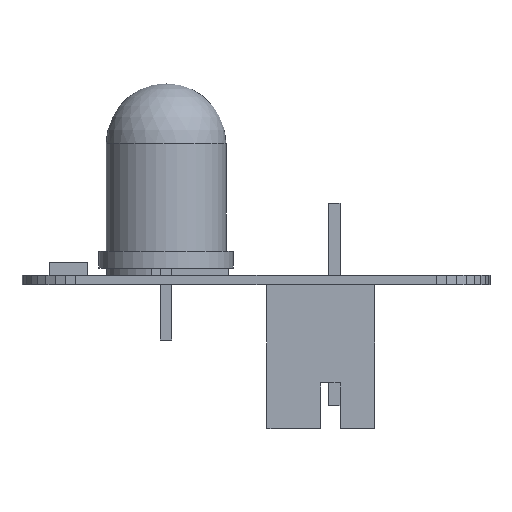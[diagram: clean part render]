
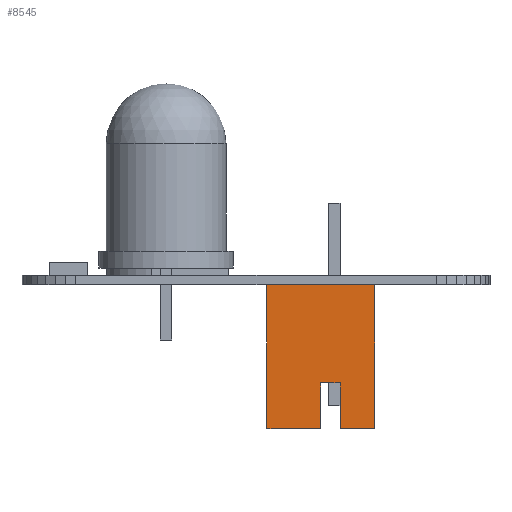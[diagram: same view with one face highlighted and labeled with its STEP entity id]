
A CAD part, left-side view. The second image highlights one B-rep face of the part: STEP entity #8545.
In plain terms, the highlighted face is planar.
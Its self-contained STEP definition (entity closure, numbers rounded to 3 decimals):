
#5691 = PLANE('',#5692);
#5692 = AXIS2_PLACEMENT_3D('',#5693,#5694,#5695);
#5693 = CARTESIAN_POINT('',(6.6,0.,0.4));
#5694 = DIRECTION('',(0.,-1.,0.));
#5695 = DIRECTION('',(0.,0.,-1.));
#5916 = VERTEX_POINT('',#5917);
#5917 = CARTESIAN_POINT('',(14.85,0.,4.5));
#5931 = PLANE('',#5932);
#5932 = AXIS2_PLACEMENT_3D('',#5933,#5934,#5935);
#5933 = CARTESIAN_POINT('',(0.,0.,4.5));
#5934 = DIRECTION('',(0.,0.,1.));
#5935 = DIRECTION('',(1.,0.,0.));
#5972 = VERTEX_POINT('',#5973);
#5973 = CARTESIAN_POINT('',(14.85,0.,
    0.));
#5987 = PLANE('',#5988);
#5988 = AXIS2_PLACEMENT_3D('',#5989,#5990,#5991);
#5989 = CARTESIAN_POINT('',(0.,0.,
    0.));
#5990 = DIRECTION('',(0.,0.,1.));
#5991 = DIRECTION('',(1.,0.,0.));
#5999 = EDGE_CURVE('',#5916,#5972,#6000,.T.);
#6000 = SURFACE_CURVE('',#6001,(#6005,#6012),.PCURVE_S1.);
#6001 = LINE('',#6002,#6003);
#6002 = CARTESIAN_POINT('',(14.85,0.,0.4));
#6003 = VECTOR('',#6004,1.);
#6004 = DIRECTION('',(0.,0.,-1.));
#6005 = PCURVE('',#5691,#6006);
#6006 = DEFINITIONAL_REPRESENTATION('',(#6007),#6011);
#6007 = LINE('',#6008,#6009);
#6008 = CARTESIAN_POINT('',(0.,8.25));
#6009 = VECTOR('',#6010,1.);
#6010 = DIRECTION('',(1.,0.));
#6011 = ( GEOMETRIC_REPRESENTATION_CONTEXT(2) 
PARAMETRIC_REPRESENTATION_CONTEXT() REPRESENTATION_CONTEXT('2D SPACE',''
  ) );
#6012 = PCURVE('',#6013,#6018);
#6013 = PLANE('',#6014);
#6014 = AXIS2_PLACEMENT_3D('',#6015,#6016,#6017);
#6015 = CARTESIAN_POINT('',(14.85,0.,
    0.));
#6016 = DIRECTION('',(-1.,0.,0.));
#6017 = DIRECTION('',(0.,0.,1.));
#6018 = DEFINITIONAL_REPRESENTATION('',(#6019),#6023);
#6019 = LINE('',#6020,#6021);
#6020 = CARTESIAN_POINT('',(0.4,0.));
#6021 = VECTOR('',#6022,1.);
#6022 = DIRECTION('',(-1.,0.));
#6023 = ( GEOMETRIC_REPRESENTATION_CONTEXT(2) 
PARAMETRIC_REPRESENTATION_CONTEXT() REPRESENTATION_CONTEXT('2D SPACE',''
  ) );
#6942 = VERTEX_POINT('',#6943);
#6943 = CARTESIAN_POINT('',(14.85,6.,2.25));
#6950 = PLANE('',#6951);
#6951 = AXIS2_PLACEMENT_3D('',#6952,#6953,#6954);
#6952 = CARTESIAN_POINT('',(13.2,6.,0.4));
#6953 = DIRECTION('',(0.,1.,0.));
#6954 = DIRECTION('',(-1.,0.,0.));
#6962 = PLANE('',#6963);
#6963 = AXIS2_PLACEMENT_3D('',#6964,#6965,#6966);
#6964 = CARTESIAN_POINT('',(4.95,4.1,2.25));
#6965 = DIRECTION('',(0.,0.,-1.));
#6966 = DIRECTION('',(-1.,0.,0.));
#6974 = EDGE_CURVE('',#6975,#6942,#6977,.T.);
#6975 = VERTEX_POINT('',#6976);
#6976 = CARTESIAN_POINT('',(14.85,6.,0.));
#6977 = SURFACE_CURVE('',#6978,(#6982,#6989),.PCURVE_S1.);
#6978 = LINE('',#6979,#6980);
#6979 = CARTESIAN_POINT('',(14.85,6.,4.5));
#6980 = VECTOR('',#6981,1.);
#6981 = DIRECTION('',(0.,0.,1.));
#6982 = PCURVE('',#6950,#6983);
#6983 = DEFINITIONAL_REPRESENTATION('',(#6984),#6988);
#6984 = LINE('',#6985,#6986);
#6985 = CARTESIAN_POINT('',(-1.65,4.1));
#6986 = VECTOR('',#6987,1.);
#6987 = DIRECTION('',(0.,1.));
#6988 = ( GEOMETRIC_REPRESENTATION_CONTEXT(2) 
PARAMETRIC_REPRESENTATION_CONTEXT() REPRESENTATION_CONTEXT('2D SPACE',''
  ) );
#6989 = PCURVE('',#6013,#6990);
#6990 = DEFINITIONAL_REPRESENTATION('',(#6991),#6995);
#6991 = LINE('',#6992,#6993);
#6992 = CARTESIAN_POINT('',(4.5,6.));
#6993 = VECTOR('',#6994,1.);
#6994 = DIRECTION('',(1.,0.));
#6995 = ( GEOMETRIC_REPRESENTATION_CONTEXT(2) 
PARAMETRIC_REPRESENTATION_CONTEXT() REPRESENTATION_CONTEXT('2D SPACE',''
  ) );
#7144 = VERTEX_POINT('',#7145);
#7145 = CARTESIAN_POINT('',(14.85,6.,3.05));
#7152 = PLANE('',#7153);
#7153 = AXIS2_PLACEMENT_3D('',#7154,#7155,#7156);
#7154 = CARTESIAN_POINT('',(13.2,6.,0.4));
#7155 = DIRECTION('',(0.,1.,0.));
#7156 = DIRECTION('',(-1.,0.,0.));
#7164 = PLANE('',#7165);
#7165 = AXIS2_PLACEMENT_3D('',#7166,#7167,#7168);
#7166 = CARTESIAN_POINT('',(4.95,6.,3.05));
#7167 = DIRECTION('',(0.,0.,1.));
#7168 = DIRECTION('',(1.,0.,0.));
#7246 = VERTEX_POINT('',#7247);
#7247 = CARTESIAN_POINT('',(14.85,6.,4.5));
#7268 = EDGE_CURVE('',#7144,#7246,#7269,.T.);
#7269 = SURFACE_CURVE('',#7270,(#7274,#7281),.PCURVE_S1.);
#7270 = LINE('',#7271,#7272);
#7271 = CARTESIAN_POINT('',(14.85,6.,4.5));
#7272 = VECTOR('',#7273,1.);
#7273 = DIRECTION('',(0.,0.,1.));
#7274 = PCURVE('',#7152,#7275);
#7275 = DEFINITIONAL_REPRESENTATION('',(#7276),#7280);
#7276 = LINE('',#7277,#7278);
#7277 = CARTESIAN_POINT('',(-1.65,4.1));
#7278 = VECTOR('',#7279,1.);
#7279 = DIRECTION('',(0.,1.));
#7280 = ( GEOMETRIC_REPRESENTATION_CONTEXT(2) 
PARAMETRIC_REPRESENTATION_CONTEXT() REPRESENTATION_CONTEXT('2D SPACE',''
  ) );
#7281 = PCURVE('',#6013,#7282);
#7282 = DEFINITIONAL_REPRESENTATION('',(#7283),#7287);
#7283 = LINE('',#7284,#7285);
#7284 = CARTESIAN_POINT('',(4.5,6.));
#7285 = VECTOR('',#7286,1.);
#7286 = DIRECTION('',(1.,0.));
#7287 = ( GEOMETRIC_REPRESENTATION_CONTEXT(2) 
PARAMETRIC_REPRESENTATION_CONTEXT() REPRESENTATION_CONTEXT('2D SPACE',''
  ) );
#7963 = EDGE_CURVE('',#7246,#5916,#7964,.T.);
#7964 = SURFACE_CURVE('',#7965,(#7969,#7976),.PCURVE_S1.);
#7965 = LINE('',#7966,#7967);
#7966 = CARTESIAN_POINT('',(14.85,0.,4.5));
#7967 = VECTOR('',#7968,1.);
#7968 = DIRECTION('',(0.,-1.,0.));
#7969 = PCURVE('',#5931,#7970);
#7970 = DEFINITIONAL_REPRESENTATION('',(#7971),#7975);
#7971 = LINE('',#7972,#7973);
#7972 = CARTESIAN_POINT('',(14.85,0.));
#7973 = VECTOR('',#7974,1.);
#7974 = DIRECTION('',(0.,-1.));
#7975 = ( GEOMETRIC_REPRESENTATION_CONTEXT(2) 
PARAMETRIC_REPRESENTATION_CONTEXT() REPRESENTATION_CONTEXT('2D SPACE',''
  ) );
#7976 = PCURVE('',#6013,#7977);
#7977 = DEFINITIONAL_REPRESENTATION('',(#7978),#7982);
#7978 = LINE('',#7979,#7980);
#7979 = CARTESIAN_POINT('',(4.5,0.));
#7980 = VECTOR('',#7981,1.);
#7981 = DIRECTION('',(0.,-1.));
#7982 = ( GEOMETRIC_REPRESENTATION_CONTEXT(2) 
PARAMETRIC_REPRESENTATION_CONTEXT() REPRESENTATION_CONTEXT('2D SPACE',''
  ) );
#8534 = PLANE('',#8535);
#8535 = AXIS2_PLACEMENT_3D('',#8536,#8537,#8538);
#8536 = CARTESIAN_POINT('',(4.95,4.1,3.05));
#8537 = DIRECTION('',(0.,-1.,0.));
#8538 = DIRECTION('',(1.,0.,0.));
#8545 = ADVANCED_FACE('',(#8546),#6013,.F.);
#8546 = FACE_BOUND('',#8547,.T.);
#8547 = EDGE_LOOP('',(#8548,#8549,#8572,#8595,#8616,#8617,#8618,#8619));
#8548 = ORIENTED_EDGE('',*,*,#6974,.T.);
#8549 = ORIENTED_EDGE('',*,*,#8550,.F.);
#8550 = EDGE_CURVE('',#8551,#6942,#8553,.T.);
#8551 = VERTEX_POINT('',#8552);
#8552 = CARTESIAN_POINT('',(14.85,4.1,2.25));
#8553 = SURFACE_CURVE('',#8554,(#8558,#8565),.PCURVE_S1.);
#8554 = LINE('',#8555,#8556);
#8555 = CARTESIAN_POINT('',(14.85,4.1,2.25));
#8556 = VECTOR('',#8557,1.);
#8557 = DIRECTION('',(0.,1.,0.));
#8558 = PCURVE('',#6013,#8559);
#8559 = DEFINITIONAL_REPRESENTATION('',(#8560),#8564);
#8560 = LINE('',#8561,#8562);
#8561 = CARTESIAN_POINT('',(2.25,4.1));
#8562 = VECTOR('',#8563,1.);
#8563 = DIRECTION('',(0.,1.));
#8564 = ( GEOMETRIC_REPRESENTATION_CONTEXT(2) 
PARAMETRIC_REPRESENTATION_CONTEXT() REPRESENTATION_CONTEXT('2D SPACE',''
  ) );
#8565 = PCURVE('',#6962,#8566);
#8566 = DEFINITIONAL_REPRESENTATION('',(#8567),#8571);
#8567 = LINE('',#8568,#8569);
#8568 = CARTESIAN_POINT('',(-9.9,0.));
#8569 = VECTOR('',#8570,1.);
#8570 = DIRECTION('',(0.,1.));
#8571 = ( GEOMETRIC_REPRESENTATION_CONTEXT(2) 
PARAMETRIC_REPRESENTATION_CONTEXT() REPRESENTATION_CONTEXT('2D SPACE',''
  ) );
#8572 = ORIENTED_EDGE('',*,*,#8573,.F.);
#8573 = EDGE_CURVE('',#8574,#8551,#8576,.T.);
#8574 = VERTEX_POINT('',#8575);
#8575 = CARTESIAN_POINT('',(14.85,4.1,3.05));
#8576 = SURFACE_CURVE('',#8577,(#8581,#8588),.PCURVE_S1.);
#8577 = LINE('',#8578,#8579);
#8578 = CARTESIAN_POINT('',(14.85,4.1,3.05));
#8579 = VECTOR('',#8580,1.);
#8580 = DIRECTION('',(0.,0.,-1.));
#8581 = PCURVE('',#6013,#8582);
#8582 = DEFINITIONAL_REPRESENTATION('',(#8583),#8587);
#8583 = LINE('',#8584,#8585);
#8584 = CARTESIAN_POINT('',(3.05,4.1));
#8585 = VECTOR('',#8586,1.);
#8586 = DIRECTION('',(-1.,0.));
#8587 = ( GEOMETRIC_REPRESENTATION_CONTEXT(2) 
PARAMETRIC_REPRESENTATION_CONTEXT() REPRESENTATION_CONTEXT('2D SPACE',''
  ) );
#8588 = PCURVE('',#8534,#8589);
#8589 = DEFINITIONAL_REPRESENTATION('',(#8590),#8594);
#8590 = LINE('',#8591,#8592);
#8591 = CARTESIAN_POINT('',(9.9,0.));
#8592 = VECTOR('',#8593,1.);
#8593 = DIRECTION('',(0.,-1.));
#8594 = ( GEOMETRIC_REPRESENTATION_CONTEXT(2) 
PARAMETRIC_REPRESENTATION_CONTEXT() REPRESENTATION_CONTEXT('2D SPACE',''
  ) );
#8595 = ORIENTED_EDGE('',*,*,#8596,.F.);
#8596 = EDGE_CURVE('',#7144,#8574,#8597,.T.);
#8597 = SURFACE_CURVE('',#8598,(#8602,#8609),.PCURVE_S1.);
#8598 = LINE('',#8599,#8600);
#8599 = CARTESIAN_POINT('',(14.85,6.,3.05));
#8600 = VECTOR('',#8601,1.);
#8601 = DIRECTION('',(0.,-1.,0.));
#8602 = PCURVE('',#6013,#8603);
#8603 = DEFINITIONAL_REPRESENTATION('',(#8604),#8608);
#8604 = LINE('',#8605,#8606);
#8605 = CARTESIAN_POINT('',(3.05,6.));
#8606 = VECTOR('',#8607,1.);
#8607 = DIRECTION('',(0.,-1.));
#8608 = ( GEOMETRIC_REPRESENTATION_CONTEXT(2) 
PARAMETRIC_REPRESENTATION_CONTEXT() REPRESENTATION_CONTEXT('2D SPACE',''
  ) );
#8609 = PCURVE('',#7164,#8610);
#8610 = DEFINITIONAL_REPRESENTATION('',(#8611),#8615);
#8611 = LINE('',#8612,#8613);
#8612 = CARTESIAN_POINT('',(9.9,0.));
#8613 = VECTOR('',#8614,1.);
#8614 = DIRECTION('',(0.,-1.));
#8615 = ( GEOMETRIC_REPRESENTATION_CONTEXT(2) 
PARAMETRIC_REPRESENTATION_CONTEXT() REPRESENTATION_CONTEXT('2D SPACE',''
  ) );
#8616 = ORIENTED_EDGE('',*,*,#7268,.T.);
#8617 = ORIENTED_EDGE('',*,*,#7963,.T.);
#8618 = ORIENTED_EDGE('',*,*,#5999,.T.);
#8619 = ORIENTED_EDGE('',*,*,#8620,.F.);
#8620 = EDGE_CURVE('',#6975,#5972,#8621,.T.);
#8621 = SURFACE_CURVE('',#8622,(#8626,#8633),.PCURVE_S1.);
#8622 = LINE('',#8623,#8624);
#8623 = CARTESIAN_POINT('',(14.85,0.,
    0.));
#8624 = VECTOR('',#8625,1.);
#8625 = DIRECTION('',(0.,-1.,0.));
#8626 = PCURVE('',#6013,#8627);
#8627 = DEFINITIONAL_REPRESENTATION('',(#8628),#8632);
#8628 = LINE('',#8629,#8630);
#8629 = CARTESIAN_POINT('',(0.,0.));
#8630 = VECTOR('',#8631,1.);
#8631 = DIRECTION('',(0.,-1.));
#8632 = ( GEOMETRIC_REPRESENTATION_CONTEXT(2) 
PARAMETRIC_REPRESENTATION_CONTEXT() REPRESENTATION_CONTEXT('2D SPACE',''
  ) );
#8633 = PCURVE('',#5987,#8634);
#8634 = DEFINITIONAL_REPRESENTATION('',(#8635),#8639);
#8635 = LINE('',#8636,#8637);
#8636 = CARTESIAN_POINT('',(14.85,0.));
#8637 = VECTOR('',#8638,1.);
#8638 = DIRECTION('',(0.,-1.));
#8639 = ( GEOMETRIC_REPRESENTATION_CONTEXT(2) 
PARAMETRIC_REPRESENTATION_CONTEXT() REPRESENTATION_CONTEXT('2D SPACE',''
  ) );
